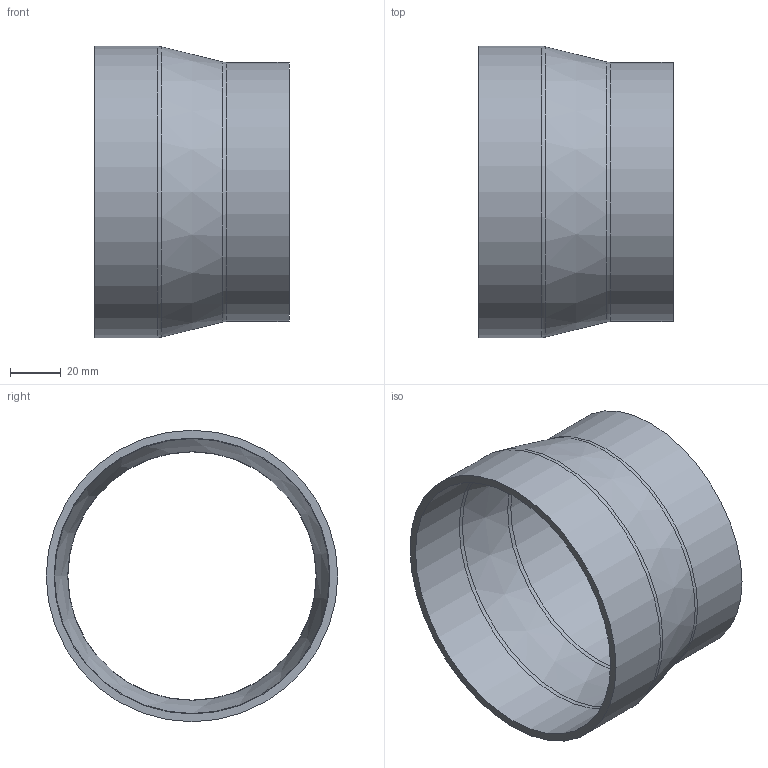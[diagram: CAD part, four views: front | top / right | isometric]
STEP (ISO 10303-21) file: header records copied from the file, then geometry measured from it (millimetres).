
FILE_DESCRIPTION(/* description */ (''),/* implementation_level */ '2;1');
FILE_NAME(/* name */ '19WX-4.stp',/* time_stamp */ '2020-09-02T06:41:13-04:00',/* author */ ('ken'),/* organization */ (''),/* preprocessor_version */ 'ST-DEVELOPER v15.2',/* originating_system */ 'Autodesk Inventor 2014',/* authorisation */ '');
FILE_SCHEMA (('AUTOMOTIVE_DESIGN { 1 0 10303 214 3 1 1 }'));
Length unit declared in the file: inch
Products named in the file (1): 19WX
Bounding box: 76.2 x 114.3 x 114.3 mm (x, y, z)
Volume: 69428.6 mm3; surface area: 52567.2 mm2
Topology: 1 solids, 1 shells, 12 faces, 22 edges, 12 vertices
Faces by surface type: torus 4, cylinder 4, cone 2, plane 2
Full cylindrical faces by diameter (mm): 97.384 x1, 101.6 x1, 108.204 x1, 114.3 x1
Entity records: 274 total; most frequent: DIRECTION 50, CARTESIAN_POINT 37, AXIS2_PLACEMENT_3D 25, EDGE_LOOP 24, ORIENTED_EDGE 24, FACE_BOUND 13, CIRCLE 12, VERTEX_POINT 12
